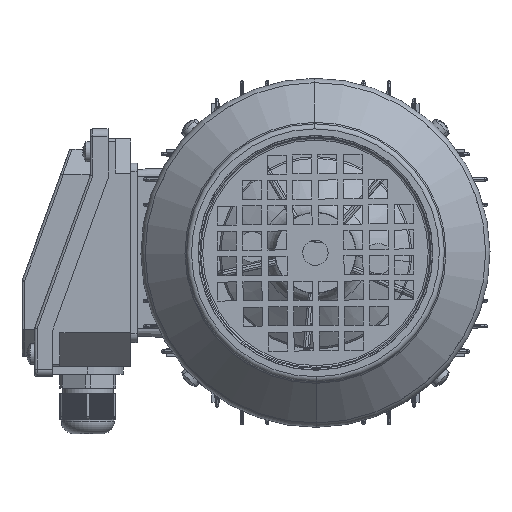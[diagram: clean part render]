
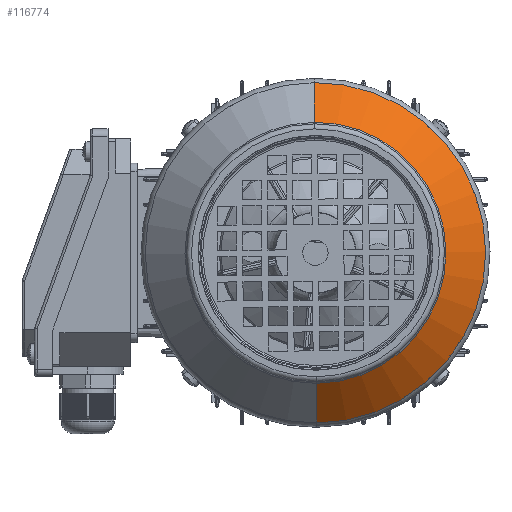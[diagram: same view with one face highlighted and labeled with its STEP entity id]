
A CAD part, left-side view. The second image highlights one B-rep face of the part: STEP entity #116774.
In plain terms, the highlighted conical face has half-angle 45 degrees and reference radius 51.586 mm.
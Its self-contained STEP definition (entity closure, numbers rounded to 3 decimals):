
#23037 = DIRECTION ( 'NONE',  ( -0.707, 0., -0.707 ) ) ;
#23038 = VECTOR ( 'NONE', #23037, 1000. ) ;
#23040 = CARTESIAN_POINT ( 'NONE',  ( 69.414, 0., -51.586 ) ) ;
#23042 = LINE ( 'NONE', #23040, #23038 ) ;
#23111 = CARTESIAN_POINT ( 'NONE',  ( 53.713, 0., -67.287 ) ) ;
#23147 = CARTESIAN_POINT ( 'NONE',  ( 53.713, 0., 67.287 ) ) ;
#23230 = CARTESIAN_POINT ( 'NONE',  ( 69.414, 0., 51.586 ) ) ;
#23232 = CARTESIAN_POINT ( 'NONE',  ( 69.414, 0., -51.586 ) ) ;
#23234 = DIRECTION ( 'NONE',  ( 0., 0., 1. ) ) ;
#23236 = DIRECTION ( 'NONE',  ( -1., 0., 0. ) ) ;
#23238 = CARTESIAN_POINT ( 'NONE',  ( 69.414, 0., 0. ) ) ;
#23240 = AXIS2_PLACEMENT_3D ( 'NONE', #23238, #23236, #23234 ) ;
#23250 = CIRCLE ( 'NONE', #23240, 51.586 ) ;
#23655 = DIRECTION ( 'NONE',  ( -0.707, 0., 0.707 ) ) ;
#23657 = VECTOR ( 'NONE', #23655, 1000. ) ;
#23659 = CARTESIAN_POINT ( 'NONE',  ( 69.414, 0., 51.586 ) ) ;
#23661 = LINE ( 'NONE', #23659, #23657 ) ;
#40431 = DIRECTION ( 'NONE',  ( 0., 0., 1. ) ) ;
#40432 = DIRECTION ( 'NONE',  ( -1., 0., 0. ) ) ;
#40433 = CARTESIAN_POINT ( 'NONE',  ( 69.414, 0., 0. ) ) ;
#40434 = AXIS2_PLACEMENT_3D ( 'NONE', #40433, #40432, #40431 ) ;
#40436 = CONICAL_SURFACE ( 'NONE', #40434, 51.586, 0.785 ) ;
#40441 = FACE_OUTER_BOUND ( 'NONE', #116776, .T. ) ;
#40444 = DIRECTION ( 'NONE',  ( 0., 0., 1. ) ) ;
#40445 = DIRECTION ( 'NONE',  ( -1., 0., 0. ) ) ;
#40446 = CARTESIAN_POINT ( 'NONE',  ( 53.713, 0., 0. ) ) ;
#40447 = AXIS2_PLACEMENT_3D ( 'NONE', #40446, #40445, #40444 ) ;
#40448 = CIRCLE ( 'NONE', #40447, 67.287 ) ;
#111792 = EDGE_CURVE ( 'NONE', #111824, #111795, #23042, .T. ) ;
#111795 = VERTEX_POINT ( 'NONE', #23111 ) ;
#111802 = VERTEX_POINT ( 'NONE', #23147 ) ;
#111822 = EDGE_CURVE ( 'NONE', #111824, #111825, #23250, .T. ) ;
#111824 = VERTEX_POINT ( 'NONE', #23232 ) ;
#111825 = VERTEX_POINT ( 'NONE', #23230 ) ;
#111905 = EDGE_CURVE ( 'NONE', #111825, #111802, #23661, .T. ) ;
#116768 = EDGE_CURVE ( 'NONE', #111795, #111802, #40448, .T. ) ;
#116774 = ADVANCED_FACE ( 'NONE', ( #40441 ), #40436, .T. ) ;
#116776 = EDGE_LOOP ( 'NONE', ( #116777, #116779, #116781, #116783 ) ) ;
#116777 = ORIENTED_EDGE ( 'NONE', *, *, #111792, .F. ) ;
#116779 = ORIENTED_EDGE ( 'NONE', *, *, #111822, .T. ) ;
#116781 = ORIENTED_EDGE ( 'NONE', *, *, #111905, .T. ) ;
#116783 = ORIENTED_EDGE ( 'NONE', *, *, #116768, .F. ) ;
